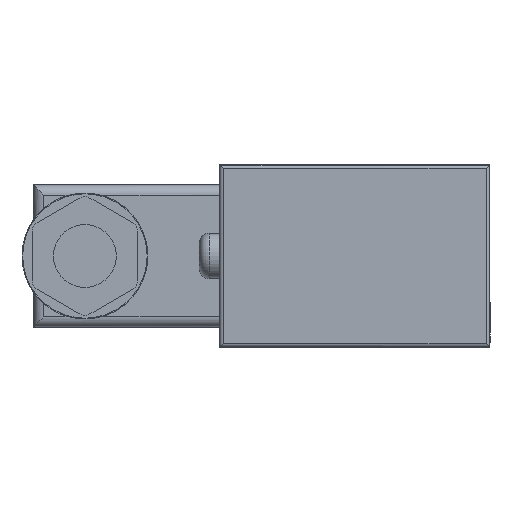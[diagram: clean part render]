
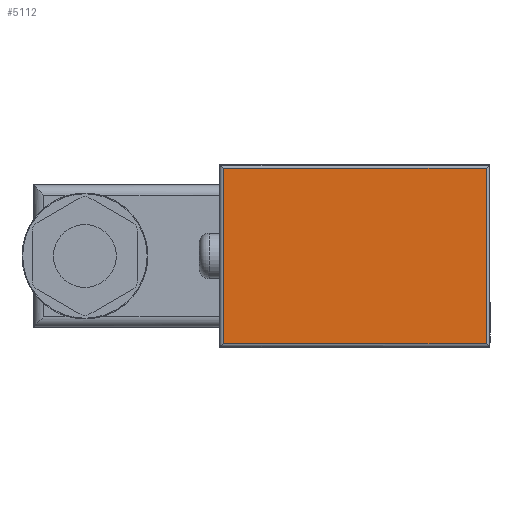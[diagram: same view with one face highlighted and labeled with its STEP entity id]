
A CAD part, left-side view. The second image highlights one B-rep face of the part: STEP entity #5112.
In plain terms, the highlighted planar face has unit normal (-1, 0, 0).
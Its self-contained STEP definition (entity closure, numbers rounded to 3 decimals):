
#183 = CARTESIAN_POINT ( 'NONE',  ( -40., -19.439, 12.939 ) ) ;
#489 = EDGE_CURVE ( 'NONE', #5610, #3363, #4497, .T. ) ;
#843 = PLANE ( 'NONE',  #4324 ) ;
#941 = VECTOR ( 'NONE', #5097, 1000. ) ;
#1297 = ORIENTED_EDGE ( 'NONE', *, *, #4607, .T. ) ;
#1299 = DIRECTION ( 'NONE',  ( 0., 0., 1. ) ) ;
#1331 = ORIENTED_EDGE ( 'NONE', *, *, #4101, .T. ) ;
#1341 = VERTEX_POINT ( 'NONE', #183 ) ;
#1983 = DIRECTION ( 'NONE',  ( 0., 1., 0. ) ) ;
#2084 = VECTOR ( 'NONE', #1983, 1000. ) ;
#2252 = VECTOR ( 'NONE', #3019, 1000. ) ;
#2438 = CARTESIAN_POINT ( 'NONE',  ( -40., 19.439, 12.939 ) ) ;
#2615 = ORIENTED_EDGE ( 'NONE', *, *, #489, .T. ) ;
#2855 = CARTESIAN_POINT ( 'NONE',  ( -40., -19.439, 13.435 ) ) ;
#3019 = DIRECTION ( 'NONE',  ( 0., 0., -1. ) ) ;
#3200 = VERTEX_POINT ( 'NONE', #2438 ) ;
#3363 = VERTEX_POINT ( 'NONE', #5355 ) ;
#3683 = EDGE_LOOP ( 'NONE', ( #1331, #3768, #1297, #2615 ) ) ;
#3768 = ORIENTED_EDGE ( 'NONE', *, *, #4137, .T. ) ;
#3954 = DIRECTION ( 'NONE',  ( -1., 0., 0. ) ) ;
#4028 = CARTESIAN_POINT ( 'NONE',  ( -40., 19.439, -12.939 ) ) ;
#4101 = EDGE_CURVE ( 'NONE', #3363, #1341, #4728, .T. ) ;
#4137 = EDGE_CURVE ( 'NONE', #1341, #3200, #5606, .T. ) ;
#4214 = CARTESIAN_POINT ( 'NONE',  ( -40., 19.935, 12.939 ) ) ;
#4324 = AXIS2_PLACEMENT_3D ( 'NONE', #5701, #3954, #1299 ) ;
#4497 = LINE ( 'NONE', #5253, #941 ) ;
#4607 = EDGE_CURVE ( 'NONE', #3200, #5610, #5637, .T. ) ;
#4728 = LINE ( 'NONE', #2855, #5732 ) ;
#5097 = DIRECTION ( 'NONE',  ( 0., -1., 0. ) ) ;
#5112 = ADVANCED_FACE ( 'NONE', ( #5757 ), #843, .T. ) ;
#5253 = CARTESIAN_POINT ( 'NONE',  ( -40., -19.935, -12.939 ) ) ;
#5355 = CARTESIAN_POINT ( 'NONE',  ( -40., -19.439, -12.939 ) ) ;
#5503 = DIRECTION ( 'NONE',  ( 0., 0., 1. ) ) ;
#5606 = LINE ( 'NONE', #4214, #2084 ) ;
#5610 = VERTEX_POINT ( 'NONE', #4028 ) ;
#5637 = LINE ( 'NONE', #5651, #2252 ) ;
#5651 = CARTESIAN_POINT ( 'NONE',  ( -40., 19.439, -13.435 ) ) ;
#5701 = CARTESIAN_POINT ( 'NONE',  ( -40., 0., 0. ) ) ;
#5732 = VECTOR ( 'NONE', #5503, 1000. ) ;
#5757 = FACE_OUTER_BOUND ( 'NONE', #3683, .T. ) ;
